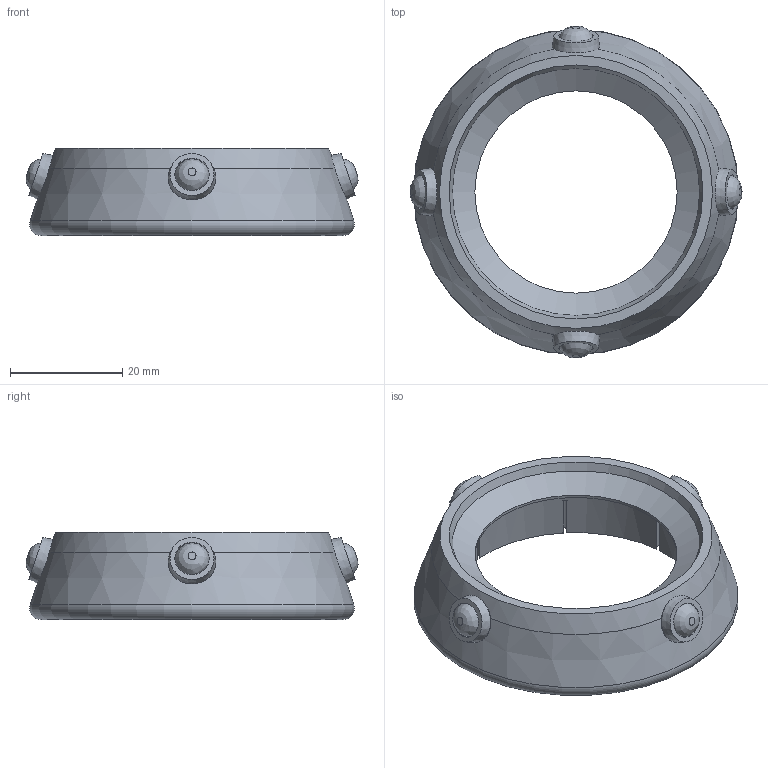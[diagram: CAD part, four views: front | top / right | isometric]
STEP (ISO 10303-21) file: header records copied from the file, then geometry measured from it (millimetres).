
FILE_DESCRIPTION(/* description */ (''),/* implementation_level */ '2;1');
FILE_NAME(/* name */ 'Bezel v23.step',/* time_stamp */ '2022-01-10T13:23:05+01:00',/* author */ (''),/* organization */ (''),/* preprocessor_version */ 'ST-DEVELOPER v18.1',/* originating_system */ 'Autodesk Translation Framework v10.10.0.1391',/* authorisation */ '');
FILE_SCHEMA (('AUTOMOTIVE_DESIGN { 1 0 10303 214 3 1 1 }'));
Length unit declared in the file: millimetre
Products named in the file (3): Bezel; IMlay Drehkranz; Bezel Top Cover
Assembly tree (5 placements, depth 2):
  Bezel
    IMlay Drehkranz  x4
    Bezel Top Cover
Bounding box: 59.1 x 59.1 x 15.5 mm (x, y, z)
Volume: 11255.4 mm3; surface area: 9701.7 mm2
Topology: 10 solids, 10 shells, 106 faces, 204 edges, 135 vertices
Faces by surface type: plane 53, cylinder 34, cone 10, bspline 8, torus 1
Full cylindrical faces by diameter (mm): 2 x8, 6.106 x8, 36 x1, 38.6 x1, 45.4 x1, 48.4 x1, 49.3 x1, 49.4 x1
Entity records: 2372 total; most frequent: CARTESIAN_POINT 568, DIRECTION 408, ORIENTED_EDGE 318, AXIS2_PLACEMENT_3D 182, EDGE_CURVE 159, VERTEX_POINT 105, EDGE_LOOP 88, CIRCLE 85
